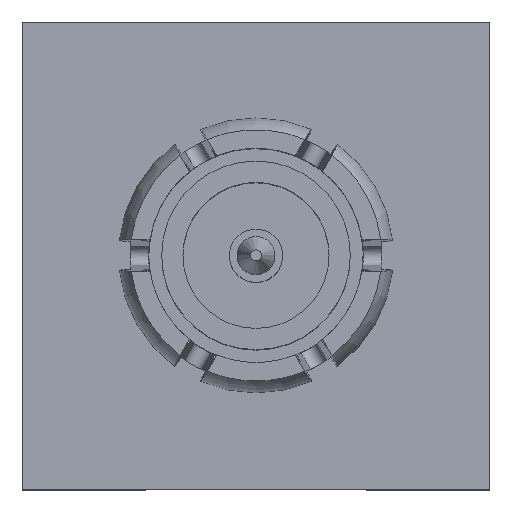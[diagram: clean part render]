
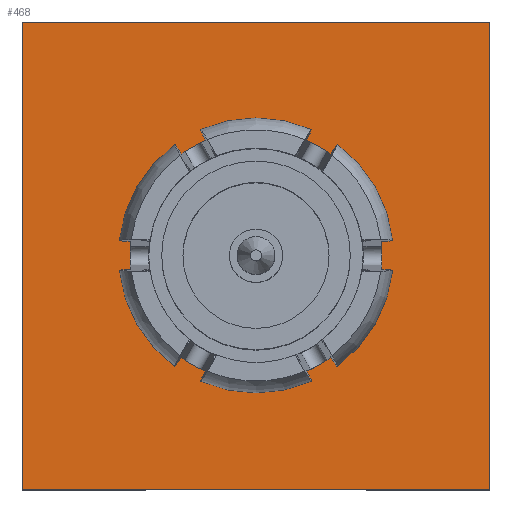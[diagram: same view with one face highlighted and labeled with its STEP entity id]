
A CAD part, top view. The second image highlights one B-rep face of the part: STEP entity #468.
In plain terms, the highlighted planar face has unit normal (0, 0, 1).
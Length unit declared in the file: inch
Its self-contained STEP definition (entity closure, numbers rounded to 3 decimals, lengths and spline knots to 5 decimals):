
#118 = CARTESIAN_POINT ( 'NONE',  ( -0.125, 0.125, 0. ) ) ;
#133 = CIRCLE ( 'NONE', #2724, 0.06733 ) ;
#162 = ORIENTED_EDGE ( 'NONE', *, *, #2453, .T. ) ;
#216 = PLANE ( 'NONE',  #1087 ) ;
#231 = CARTESIAN_POINT ( 'NONE',  ( 0., 0., 0. ) ) ;
#406 = CARTESIAN_POINT ( 'NONE',  ( -0.06733, 0., 0. ) ) ;
#458 = CARTESIAN_POINT ( 'NONE',  ( 0., 0., 0. ) ) ;
#468 = ADVANCED_FACE ( 'NONE', ( #2542, #1207 ), #216, .F. ) ;
#484 = CARTESIAN_POINT ( 'NONE',  ( 0.125, -0.125, 0. ) ) ;
#557 = VECTOR ( 'NONE', #1971, 39.37008 ) ;
#607 = CARTESIAN_POINT ( 'NONE',  ( -0.125, -0.125, 0. ) ) ;
#748 = DIRECTION ( 'NONE',  ( 0., -1., 0. ) ) ;
#774 = VERTEX_POINT ( 'NONE', #933 ) ;
#866 = CARTESIAN_POINT ( 'NONE',  ( -0.125, -0.125, 0. ) ) ;
#933 = CARTESIAN_POINT ( 'NONE',  ( 0.125, 0.125, 0. ) ) ;
#995 = EDGE_LOOP ( 'NONE', ( #162, #3240, #3180, #2830 ) ) ;
#1033 = CARTESIAN_POINT ( 'NONE',  ( -0.125, -0.125, 0. ) ) ;
#1071 = EDGE_CURVE ( 'NONE', #2683, #1323, #1398, .T. ) ;
#1087 = AXIS2_PLACEMENT_3D ( 'NONE', #231, #2248, #748 ) ;
#1207 = FACE_OUTER_BOUND ( 'NONE', #995, .T. ) ;
#1241 = EDGE_CURVE ( 'NONE', #1943, #1943, #133, .T. ) ;
#1244 = DIRECTION ( 'NONE',  ( 0., 0., 1. ) ) ;
#1323 = VERTEX_POINT ( 'NONE', #484 ) ;
#1390 = EDGE_CURVE ( 'NONE', #774, #2743, #1923, .T. ) ;
#1395 = DIRECTION ( 'NONE',  ( 0., 1., 0. ) ) ;
#1398 = LINE ( 'NONE', #607, #1583 ) ;
#1409 = DIRECTION ( 'NONE',  ( -1., 0., 0. ) ) ;
#1434 = CARTESIAN_POINT ( 'NONE',  ( 0.125, -0.125, 0. ) ) ;
#1531 = VECTOR ( 'NONE', #1409, 39.37008 ) ;
#1583 = VECTOR ( 'NONE', #2900, 39.37008 ) ;
#1787 = CARTESIAN_POINT ( 'NONE',  ( -0.125, 0.125, 0. ) ) ;
#1791 = ORIENTED_EDGE ( 'NONE', *, *, #1241, .F. ) ;
#1820 = EDGE_CURVE ( 'NONE', #2743, #2683, #2749, .T. ) ;
#1923 = LINE ( 'NONE', #118, #1531 ) ;
#1926 = LINE ( 'NONE', #1434, #2028 ) ;
#1942 = EDGE_LOOP ( 'NONE', ( #1791 ) ) ;
#1943 = VERTEX_POINT ( 'NONE', #406 ) ;
#1971 = DIRECTION ( 'NONE',  ( 0., -1., 0. ) ) ;
#2028 = VECTOR ( 'NONE', #1395, 39.37008 ) ;
#2248 = DIRECTION ( 'NONE',  ( 0., 0., -1. ) ) ;
#2453 = EDGE_CURVE ( 'NONE', #1323, #774, #1926, .T. ) ;
#2542 = FACE_BOUND ( 'NONE', #1942, .T. ) ;
#2683 = VERTEX_POINT ( 'NONE', #1033 ) ;
#2724 = AXIS2_PLACEMENT_3D ( 'NONE', #458, #1244, #2987 ) ;
#2743 = VERTEX_POINT ( 'NONE', #1787 ) ;
#2749 = LINE ( 'NONE', #866, #557 ) ;
#2830 = ORIENTED_EDGE ( 'NONE', *, *, #1071, .T. ) ;
#2900 = DIRECTION ( 'NONE',  ( 1., 0., 0. ) ) ;
#2987 = DIRECTION ( 'NONE',  ( -1., 0., 0. ) ) ;
#3180 = ORIENTED_EDGE ( 'NONE', *, *, #1820, .T. ) ;
#3240 = ORIENTED_EDGE ( 'NONE', *, *, #1390, .T. ) ;
